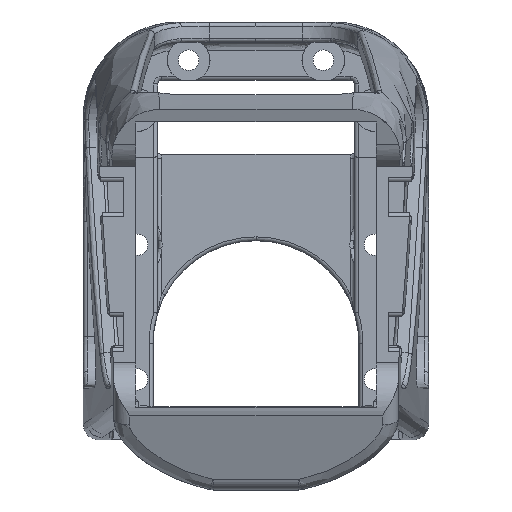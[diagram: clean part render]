
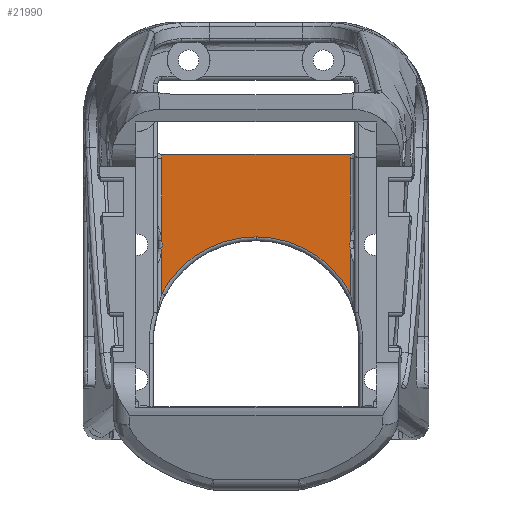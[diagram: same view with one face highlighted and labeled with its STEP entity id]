
A CAD part, front view. The second image highlights one B-rep face of the part: STEP entity #21990.
In plain terms, the highlighted planar face has unit normal (0, -1, 0).
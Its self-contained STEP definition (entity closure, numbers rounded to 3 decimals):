
#158 = CARTESIAN_POINT ( 'NONE',  ( 0., 103.85, -10. ) ) ;
#496 = ORIENTED_EDGE ( 'NONE', *, *, #11185, .F. ) ;
#759 = VERTEX_POINT ( 'NONE', #22271 ) ;
#922 = EDGE_CURVE ( 'NONE', #7410, #15364, #2414, .T. ) ;
#924 = VECTOR ( 'NONE', #27853, 1000. ) ;
#957 = VERTEX_POINT ( 'NONE', #20022 ) ;
#980 = CARTESIAN_POINT ( 'NONE',  ( -11.9, 103.85, 1.941 ) ) ;
#1012 = VECTOR ( 'NONE', #18680, 1000. ) ;
#1988 = VERTEX_POINT ( 'NONE', #11253 ) ;
#2021 = CARTESIAN_POINT ( 'NONE',  ( 11.9, 103.85, 13.566 ) ) ;
#2414 =( BOUNDED_CURVE ( )  B_SPLINE_CURVE ( 3, ( #14781, #2021, #17335, #4627 ),
 .UNSPECIFIED., .F., .F. ) 
 B_SPLINE_CURVE_WITH_KNOTS ( ( 4, 4 ),
 ( 4.712, 5.13 ),
 .UNSPECIFIED. ) 
 CURVE ( )  GEOMETRIC_REPRESENTATION_ITEM ( )  RATIONAL_B_SPLINE_CURVE ( ( 1., 0.986, 0.986, 1. ) ) 
 REPRESENTATION_ITEM ( '' )  );
#2728 = DIRECTION ( 'NONE',  ( 0., 0., 1. ) ) ;
#3502 = CIRCLE ( 'NONE', #23030, 13.5 ) ;
#4033 = DIRECTION ( 'NONE',  ( 0., 1., 0. ) ) ;
#4377 = CARTESIAN_POINT ( 'NONE',  ( -11.9, 103.85, 13.566 ) ) ;
#4627 = CARTESIAN_POINT ( 'NONE',  ( 12.007, 103.85, 13.945 ) ) ;
#5831 = EDGE_CURVE ( 'NONE', #15741, #1988, #15940, .T. ) ;
#6675 = CARTESIAN_POINT ( 'NONE',  ( -11.9, 103.85, 3.059 ) ) ;
#6761 = ORIENTED_EDGE ( 'NONE', *, *, #12717, .T. ) ;
#6979 = CARTESIAN_POINT ( 'NONE',  ( -11.936, 103.85, 13.762 ) ) ;
#7086 = LINE ( 'NONE', #16125, #1012 ) ;
#7186 = ORIENTED_EDGE ( 'NONE', *, *, #27428, .T. ) ;
#7410 = VERTEX_POINT ( 'NONE', #32600 ) ;
#7648 = VERTEX_POINT ( 'NONE', #13619 ) ;
#7757 = AXIS2_PLACEMENT_3D ( 'NONE', #30075, #14785, #32646 ) ;
#8009 = VERTEX_POINT ( 'NONE', #980 ) ;
#8577 = ORIENTED_EDGE ( 'NONE', *, *, #17287, .T. ) ;
#8892 = FACE_OUTER_BOUND ( 'NONE', #26255, .T. ) ;
#9039 = CARTESIAN_POINT ( 'NONE',  ( 0., 103.85, -10. ) ) ;
#9182 = CARTESIAN_POINT ( 'NONE',  ( 11.9, 103.85, 13.087 ) ) ;
#9248 = AXIS2_PLACEMENT_3D ( 'NONE', #158, #18029, #2728 ) ;
#10624 = VECTOR ( 'NONE', #15667, 1000. ) ;
#10783 = VECTOR ( 'NONE', #24440, 1000. ) ;
#11185 = EDGE_CURVE ( 'NONE', #7648, #957, #14166, .T. ) ;
#11253 = CARTESIAN_POINT ( 'NONE',  ( 11.9, 103.85, 1.941 ) ) ;
#11599 = DIRECTION ( 'NONE',  ( 0., 0., 1. ) ) ;
#12717 = EDGE_CURVE ( 'NONE', #30548, #7410, #12720, .T. ) ;
#12720 = LINE ( 'NONE', #13818, #33079 ) ;
#12819 = VERTEX_POINT ( 'NONE', #6675 ) ;
#13389 = CARTESIAN_POINT ( 'NONE',  ( 12.007, 103.85, 13.945 ) ) ;
#13507 = CARTESIAN_POINT ( 'NONE',  ( -12.4, 103.85, 23.3 ) ) ;
#13619 = CARTESIAN_POINT ( 'NONE',  ( -11.9, 103.85, 13.365 ) ) ;
#13818 = CARTESIAN_POINT ( 'NONE',  ( 11.9, 103.85, 13.087 ) ) ;
#14074 = ORIENTED_EDGE ( 'NONE', *, *, #22723, .T. ) ;
#14166 =( BOUNDED_CURVE ( )  B_SPLINE_CURVE ( 3, ( #19436, #4377, #6979, #24798 ),
 .UNSPECIFIED., .F., .F. ) 
 B_SPLINE_CURVE_WITH_KNOTS ( ( 4, 4 ),
 ( 4.712, 5.13 ),
 .UNSPECIFIED. ) 
 CURVE ( )  GEOMETRIC_REPRESENTATION_ITEM ( )  RATIONAL_B_SPLINE_CURVE ( ( 1., 0.986, 0.986, 1. ) ) 
 REPRESENTATION_ITEM ( '' )  );
#14781 = CARTESIAN_POINT ( 'NONE',  ( 11.9, 103.85, 13.365 ) ) ;
#14785 = DIRECTION ( 'NONE',  ( 0., -1., 0. ) ) ;
#15354 = LINE ( 'NONE', #22716, #924 ) ;
#15364 = VERTEX_POINT ( 'NONE', #13389 ) ;
#15667 = DIRECTION ( 'NONE',  ( 1., 0., 0. ) ) ;
#15741 = VERTEX_POINT ( 'NONE', #30882 ) ;
#15857 = CARTESIAN_POINT ( 'NONE',  ( 11.9, 103.85, 3.059 ) ) ;
#15940 = LINE ( 'NONE', #9182, #10783 ) ;
#16064 = DIRECTION ( 'NONE',  ( 0., 0., 1. ) ) ;
#16125 = CARTESIAN_POINT ( 'NONE',  ( -11.9, 103.85, 13.087 ) ) ;
#16173 = EDGE_CURVE ( 'NONE', #8009, #12819, #32563, .T. ) ;
#17287 = EDGE_CURVE ( 'NONE', #759, #15741, #23343, .T. ) ;
#17335 = CARTESIAN_POINT ( 'NONE',  ( 11.936, 103.85, 13.762 ) ) ;
#18029 = DIRECTION ( 'NONE',  ( 0., 1., 0. ) ) ;
#18680 = DIRECTION ( 'NONE',  ( 0., 0., 1. ) ) ;
#18848 = AXIS2_PLACEMENT_3D ( 'NONE', #13507, #31364, #16064 ) ;
#19329 = CARTESIAN_POINT ( 'NONE',  ( 15., 103.85, 2.5 ) ) ;
#19436 = CARTESIAN_POINT ( 'NONE',  ( -11.9, 103.85, 13.365 ) ) ;
#20022 = CARTESIAN_POINT ( 'NONE',  ( -12.007, 103.85, 13.945 ) ) ;
#20441 = CIRCLE ( 'NONE', #28500, 3.15 ) ;
#21037 = ORIENTED_EDGE ( 'NONE', *, *, #5831, .T. ) ;
#21896 = DIRECTION ( 'NONE',  ( 0., 0., 1. ) ) ;
#21990 = ADVANCED_FACE ( 'NONE', ( #8892 ), #26230, .F. ) ;
#22271 = CARTESIAN_POINT ( 'NONE',  ( 0., 103.85, 3.5 ) ) ;
#22716 = CARTESIAN_POINT ( 'NONE',  ( -11.9, 103.85, 13.087 ) ) ;
#22723 = EDGE_CURVE ( 'NONE', #1988, #30548, #20441, .T. ) ;
#23030 = AXIS2_PLACEMENT_3D ( 'NONE', #9039, #26883, #11599 ) ;
#23343 = CIRCLE ( 'NONE', #9248, 13.5 ) ;
#24132 = ORIENTED_EDGE ( 'NONE', *, *, #31721, .F. ) ;
#24440 = DIRECTION ( 'NONE',  ( 0., 0., 1. ) ) ;
#24798 = CARTESIAN_POINT ( 'NONE',  ( -12.007, 103.85, 13.945 ) ) ;
#26230 = PLANE ( 'NONE',  #18848 ) ;
#26255 = EDGE_LOOP ( 'NONE', ( #21037, #14074, #6761, #26887, #24132, #496, #32622, #31975, #30622, #7186, #8577 ) ) ;
#26883 = DIRECTION ( 'NONE',  ( 0., 1., 0. ) ) ;
#26887 = ORIENTED_EDGE ( 'NONE', *, *, #922, .T. ) ;
#27428 = EDGE_CURVE ( 'NONE', #32551, #759, #3502, .T. ) ;
#27853 = DIRECTION ( 'NONE',  ( 0., 0., 1. ) ) ;
#28500 = AXIS2_PLACEMENT_3D ( 'NONE', #19329, #4033, #21896 ) ;
#29080 = DIRECTION ( 'NONE',  ( 0., 0., 1. ) ) ;
#29618 = EDGE_CURVE ( 'NONE', #12819, #7648, #7086, .T. ) ;
#30003 = CARTESIAN_POINT ( 'NONE',  ( -11.9, 103.85, -3.625 ) ) ;
#30075 = CARTESIAN_POINT ( 'NONE',  ( -15., 103.85, 2.5 ) ) ;
#30141 = LINE ( 'NONE', #30965, #10624 ) ;
#30548 = VERTEX_POINT ( 'NONE', #15857 ) ;
#30622 = ORIENTED_EDGE ( 'NONE', *, *, #32458, .F. ) ;
#30882 = CARTESIAN_POINT ( 'NONE',  ( 11.9, 103.85, -3.625 ) ) ;
#30965 = CARTESIAN_POINT ( 'NONE',  ( -21.8, 103.85, 13.945 ) ) ;
#31364 = DIRECTION ( 'NONE',  ( 0., 1., 0. ) ) ;
#31721 = EDGE_CURVE ( 'NONE', #957, #15364, #30141, .T. ) ;
#31975 = ORIENTED_EDGE ( 'NONE', *, *, #16173, .F. ) ;
#32458 = EDGE_CURVE ( 'NONE', #32551, #8009, #15354, .T. ) ;
#32551 = VERTEX_POINT ( 'NONE', #30003 ) ;
#32563 = CIRCLE ( 'NONE', #7757, 3.15 ) ;
#32600 = CARTESIAN_POINT ( 'NONE',  ( 11.9, 103.85, 13.365 ) ) ;
#32622 = ORIENTED_EDGE ( 'NONE', *, *, #29618, .F. ) ;
#32646 = DIRECTION ( 'NONE',  ( 0., 0., 1. ) ) ;
#33079 = VECTOR ( 'NONE', #29080, 1000. ) ;
